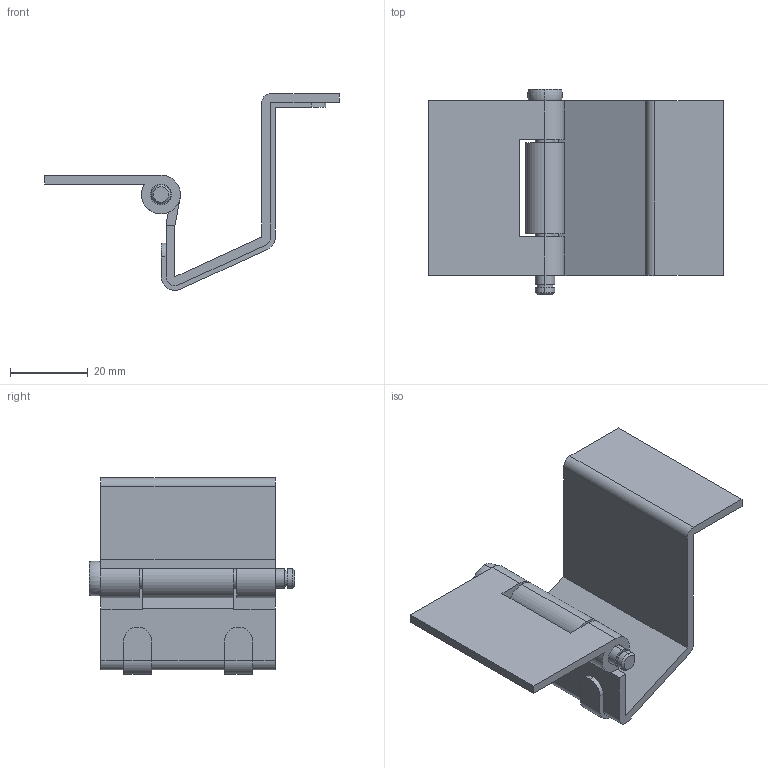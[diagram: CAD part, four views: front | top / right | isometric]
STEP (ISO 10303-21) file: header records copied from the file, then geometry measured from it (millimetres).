
FILE_DESCRIPTION (( 'STEP AP203' ), '1' );
FILE_NAME ('B-530-2.STEP', '2009-01-07T00:26:00', ( ' ' ), ( ' ' ), 'SwSTEP 2.0', 'SolidWorks 2007', '' );
FILE_SCHEMA (( 'CONFIG_CONTROL_DESIGN' ));
Length unit declared in the file: millimetre
Products named in the file (4): B-530羽根A__B-530-2; B-530軸__B-530-2; B-530羽根B__B-530-2; B-530-2
Assembly tree (3 placements, depth 2):
  B-530-2
    B-530羽根B__B-530-2
    B-530羽根A__B-530-2
    B-530軸__B-530-2
Bounding box: 76 x 53 x 50.7 mm (x, y, z)
Volume: 17840.9 mm3; surface area: 15744.7 mm2
Topology: 3 solids, 3 shells, 92 faces, 245 edges, 162 vertices
Faces by surface type: plane 46, cylinder 42, cone 2, torus 2
Entity records: 3315 total; most frequent: DIRECTION 533, CARTESIAN_POINT 505, ORIENTED_EDGE 490, EDGE_CURVE 245, AXIS2_PLACEMENT_3D 190, VERTEX_POINT 162, VECTOR 153, LINE 153
